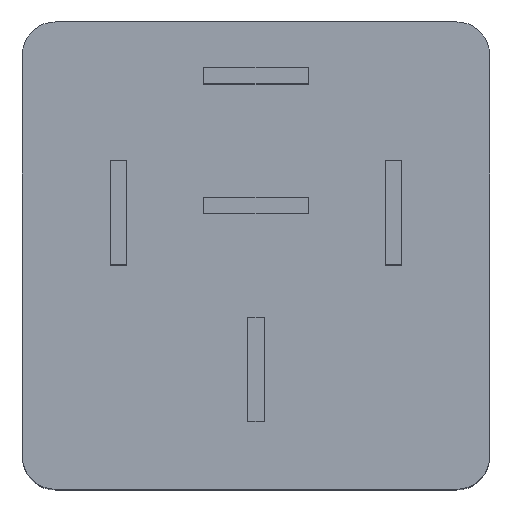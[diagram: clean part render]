
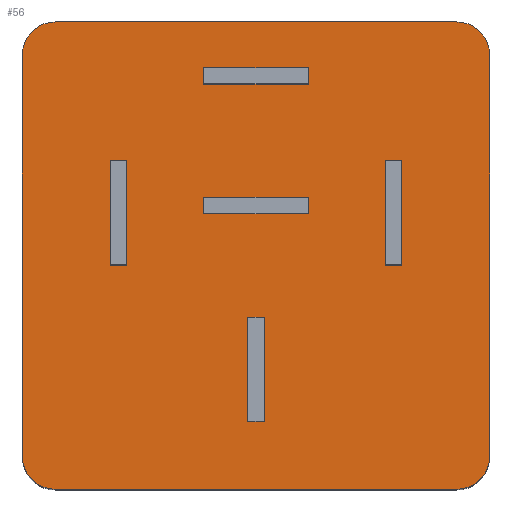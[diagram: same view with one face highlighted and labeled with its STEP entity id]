
A CAD part, top view. The second image highlights one B-rep face of the part: STEP entity #56.
In plain terms, the highlighted planar face has unit normal (0, 0, 1).
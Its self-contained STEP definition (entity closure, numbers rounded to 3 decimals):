
#56=ADVANCED_FACE('',(#120,#121,#122,#123,#124,#125),#126,.T.);
#120=FACE_OUTER_BOUND('',#241,.T.);
#121=FACE_BOUND('',#242,.T.);
#122=FACE_BOUND('',#243,.T.);
#123=FACE_BOUND('',#244,.T.);
#124=FACE_BOUND('',#245,.T.);
#125=FACE_BOUND('',#246,.T.);
#126=PLANE('',#247);
#241=EDGE_LOOP('',(#416,#417,#418,#419,#420,#421,#422,#423));
#242=EDGE_LOOP('',(#424,#425,#426,#427));
#243=EDGE_LOOP('',(#428,#429,#430,#431));
#244=EDGE_LOOP('',(#432,#433,#434,#435));
#245=EDGE_LOOP('',(#436,#437,#438,#439));
#246=EDGE_LOOP('',(#440,#441,#442,#443));
#247=AXIS2_PLACEMENT_3D('',#444,#445,#446);
#416=ORIENTED_EDGE('',*,*,#789,.T.);
#417=ORIENTED_EDGE('',*,*,#768,.T.);
#418=ORIENTED_EDGE('',*,*,#766,.T.);
#419=ORIENTED_EDGE('',*,*,#763,.F.);
#420=ORIENTED_EDGE('',*,*,#788,.T.);
#421=ORIENTED_EDGE('',*,*,#790,.F.);
#422=ORIENTED_EDGE('',*,*,#791,.T.);
#423=ORIENTED_EDGE('',*,*,#792,.T.);
#424=ORIENTED_EDGE('',*,*,#793,.F.);
#425=ORIENTED_EDGE('',*,*,#794,.F.);
#426=ORIENTED_EDGE('',*,*,#795,.F.);
#427=ORIENTED_EDGE('',*,*,#796,.F.);
#428=ORIENTED_EDGE('',*,*,#797,.F.);
#429=ORIENTED_EDGE('',*,*,#798,.F.);
#430=ORIENTED_EDGE('',*,*,#799,.F.);
#431=ORIENTED_EDGE('',*,*,#800,.F.);
#432=ORIENTED_EDGE('',*,*,#801,.F.);
#433=ORIENTED_EDGE('',*,*,#802,.F.);
#434=ORIENTED_EDGE('',*,*,#803,.F.);
#435=ORIENTED_EDGE('',*,*,#804,.F.);
#436=ORIENTED_EDGE('',*,*,#805,.F.);
#437=ORIENTED_EDGE('',*,*,#806,.F.);
#438=ORIENTED_EDGE('',*,*,#807,.F.);
#439=ORIENTED_EDGE('',*,*,#808,.F.);
#440=ORIENTED_EDGE('',*,*,#809,.F.);
#441=ORIENTED_EDGE('',*,*,#810,.F.);
#442=ORIENTED_EDGE('',*,*,#811,.F.);
#443=ORIENTED_EDGE('',*,*,#812,.F.);
#444=CARTESIAN_POINT('',(14.25,14.25,-11.5));
#445=DIRECTION('',(0.0,0.0,1.0));
#446=DIRECTION('',(1.0,0.0,0.0));
#763=EDGE_CURVE('',#894,#896,#897,.T.);
#766=EDGE_CURVE('',#901,#896,#902,.T.);
#768=EDGE_CURVE('',#904,#901,#905,.T.);
#788=EDGE_CURVE('',#894,#935,#937,.T.);
#789=EDGE_CURVE('',#938,#904,#939,.T.);
#790=EDGE_CURVE('',#940,#935,#941,.T.);
#791=EDGE_CURVE('',#940,#942,#943,.T.);
#792=EDGE_CURVE('',#942,#938,#944,.T.);
#793=EDGE_CURVE('',#945,#946,#947,.T.);
#794=EDGE_CURVE('',#948,#945,#949,.T.);
#795=EDGE_CURVE('',#950,#948,#951,.T.);
#796=EDGE_CURVE('',#946,#950,#952,.T.);
#797=EDGE_CURVE('',#953,#954,#955,.T.);
#798=EDGE_CURVE('',#956,#953,#957,.T.);
#799=EDGE_CURVE('',#958,#956,#959,.T.);
#800=EDGE_CURVE('',#954,#958,#960,.T.);
#801=EDGE_CURVE('',#961,#962,#963,.T.);
#802=EDGE_CURVE('',#964,#961,#965,.T.);
#803=EDGE_CURVE('',#966,#964,#967,.T.);
#804=EDGE_CURVE('',#962,#966,#968,.T.);
#805=EDGE_CURVE('',#969,#970,#971,.T.);
#806=EDGE_CURVE('',#972,#969,#973,.T.);
#807=EDGE_CURVE('',#974,#972,#975,.T.);
#808=EDGE_CURVE('',#970,#974,#976,.T.);
#809=EDGE_CURVE('',#977,#978,#979,.T.);
#810=EDGE_CURVE('',#980,#977,#981,.T.);
#811=EDGE_CURVE('',#982,#980,#983,.T.);
#812=EDGE_CURVE('',#978,#982,#984,.T.);
#894=VERTEX_POINT('',#1109);
#896=VERTEX_POINT('',#1112);
#897=LINE('',#1113,#1114);
#901=VERTEX_POINT('',#1119);
#902=CIRCLE('',#1120,2.0);
#904=VERTEX_POINT('',#1123);
#905=LINE('',#1124,#1125);
#935=VERTEX_POINT('',#1162);
#937=CIRCLE('',#1165,2.0);
#938=VERTEX_POINT('',#1166);
#939=CIRCLE('',#1167,2.0);
#940=VERTEX_POINT('',#1168);
#941=LINE('',#1169,#1170);
#942=VERTEX_POINT('',#1171);
#943=CIRCLE('',#1172,2.0);
#944=LINE('',#1173,#1174);
#945=VERTEX_POINT('',#1175);
#946=VERTEX_POINT('',#1176);
#947=LINE('',#1177,#1178);
#948=VERTEX_POINT('',#1179);
#949=LINE('',#1180,#1181);
#950=VERTEX_POINT('',#1182);
#951=LINE('',#1183,#1184);
#952=LINE('',#1185,#1186);
#953=VERTEX_POINT('',#1187);
#954=VERTEX_POINT('',#1188);
#955=LINE('',#1189,#1190);
#956=VERTEX_POINT('',#1191);
#957=LINE('',#1192,#1193);
#958=VERTEX_POINT('',#1194);
#959=LINE('',#1195,#1196);
#960=LINE('',#1197,#1198);
#961=VERTEX_POINT('',#1199);
#962=VERTEX_POINT('',#1200);
#963=LINE('',#1201,#1202);
#964=VERTEX_POINT('',#1203);
#965=LINE('',#1204,#1205);
#966=VERTEX_POINT('',#1206);
#967=LINE('',#1207,#1208);
#968=LINE('',#1209,#1210);
#969=VERTEX_POINT('',#1211);
#970=VERTEX_POINT('',#1212);
#971=LINE('',#1213,#1214);
#972=VERTEX_POINT('',#1215);
#973=LINE('',#1216,#1217);
#974=VERTEX_POINT('',#1218);
#975=LINE('',#1219,#1220);
#976=LINE('',#1221,#1222);
#977=VERTEX_POINT('',#1223);
#978=VERTEX_POINT('',#1224);
#979=LINE('',#1225,#1226);
#980=VERTEX_POINT('',#1227);
#981=LINE('',#1228,#1229);
#982=VERTEX_POINT('',#1230);
#983=LINE('',#1231,#1232);
#984=LINE('',#1233,#1234);
#1109=CARTESIAN_POINT('',(14.25,12.25,-11.5));
#1112=CARTESIAN_POINT('',(14.25,-12.25,-11.5));
#1113=CARTESIAN_POINT('',(14.25,12.25,-11.5));
#1114=VECTOR('',#1411,24.5);
#1119=CARTESIAN_POINT('',(12.25,-14.25,-11.5));
#1120=AXIS2_PLACEMENT_3D('',#1416,#1417,#1418);
#1123=CARTESIAN_POINT('',(-12.25,-14.25,-11.5));
#1124=CARTESIAN_POINT('',(-12.25,-14.25,-11.5));
#1125=VECTOR('',#1420,24.5);
#1162=CARTESIAN_POINT('',(12.25,14.25,-11.5));
#1165=AXIS2_PLACEMENT_3D('',#1462,#1463,#1464);
#1166=CARTESIAN_POINT('',(-14.25,-12.25,-11.5));
#1167=AXIS2_PLACEMENT_3D('',#1465,#1466,#1467);
#1168=CARTESIAN_POINT('',(-12.25,14.25,-11.5));
#1169=CARTESIAN_POINT('',(-12.25,14.25,-11.5));
#1170=VECTOR('',#1468,24.5);
#1171=CARTESIAN_POINT('',(-14.25,12.25,-11.5));
#1172=AXIS2_PLACEMENT_3D('',#1469,#1470,#1471);
#1173=CARTESIAN_POINT('',(-14.25,12.25,-11.5));
#1174=VECTOR('',#1472,24.5);
#1175=CARTESIAN_POINT('',(-7.9,5.775,-11.5));
#1176=CARTESIAN_POINT('',(-8.9,5.775,-11.5));
#1177=CARTESIAN_POINT('',(-7.9,5.775,-11.5));
#1178=VECTOR('',#1473,1.0);
#1179=CARTESIAN_POINT('',(-7.9,-0.575,-11.5));
#1180=CARTESIAN_POINT('',(-7.9,-0.575,-11.5));
#1181=VECTOR('',#1474,6.35);
#1182=CARTESIAN_POINT('',(-8.9,-0.575,-11.5));
#1183=CARTESIAN_POINT('',(-8.9,-0.575,-11.5));
#1184=VECTOR('',#1475,1.0);
#1185=CARTESIAN_POINT('',(-8.9,5.775,-11.5));
#1186=VECTOR('',#1476,6.35);
#1187=CARTESIAN_POINT('',(3.175,11.45,-11.5));
#1188=CARTESIAN_POINT('',(-3.175,11.45,-11.5));
#1189=CARTESIAN_POINT('',(3.175,11.45,-11.5));
#1190=VECTOR('',#1477,6.35);
#1191=CARTESIAN_POINT('',(3.175,10.45,-11.5));
#1192=CARTESIAN_POINT('',(3.175,10.45,-11.5));
#1193=VECTOR('',#1478,1.0);
#1194=CARTESIAN_POINT('',(-3.175,10.45,-11.5));
#1195=CARTESIAN_POINT('',(-3.175,10.45,-11.5));
#1196=VECTOR('',#1479,6.35);
#1197=CARTESIAN_POINT('',(-3.175,11.45,-11.5));
#1198=VECTOR('',#1480,1.0);
#1199=CARTESIAN_POINT('',(3.175,3.55,-11.5));
#1200=CARTESIAN_POINT('',(-3.175,3.55,-11.5));
#1201=CARTESIAN_POINT('',(3.175,3.55,-11.5));
#1202=VECTOR('',#1481,6.35);
#1203=CARTESIAN_POINT('',(3.175,2.55,-11.5));
#1204=CARTESIAN_POINT('',(3.175,2.55,-11.5));
#1205=VECTOR('',#1482,1.0);
#1206=CARTESIAN_POINT('',(-3.175,2.55,-11.5));
#1207=CARTESIAN_POINT('',(-3.175,2.55,-11.5));
#1208=VECTOR('',#1483,6.35);
#1209=CARTESIAN_POINT('',(-3.175,3.55,-11.5));
#1210=VECTOR('',#1484,1.0);
#1211=CARTESIAN_POINT('',(0.5,-3.775,-11.5));
#1212=CARTESIAN_POINT('',(-0.5,-3.775,-11.5));
#1213=CARTESIAN_POINT('',(0.5,-3.775,-11.5));
#1214=VECTOR('',#1485,1.0);
#1215=CARTESIAN_POINT('',(0.5,-10.125,-11.5));
#1216=CARTESIAN_POINT('',(0.5,-10.125,-11.5));
#1217=VECTOR('',#1486,6.35);
#1218=CARTESIAN_POINT('',(-0.5,-10.125,-11.5));
#1219=CARTESIAN_POINT('',(-0.5,-10.125,-11.5));
#1220=VECTOR('',#1487,1.0);
#1221=CARTESIAN_POINT('',(-0.5,-3.775,-11.5));
#1222=VECTOR('',#1488,6.35);
#1223=CARTESIAN_POINT('',(8.9,-0.575,-11.5));
#1224=CARTESIAN_POINT('',(8.9,5.775,-11.5));
#1225=CARTESIAN_POINT('',(8.9,-0.575,-11.5));
#1226=VECTOR('',#1489,6.35);
#1227=CARTESIAN_POINT('',(7.9,-0.575,-11.5));
#1228=CARTESIAN_POINT('',(7.9,-0.575,-11.5));
#1229=VECTOR('',#1490,1.0);
#1230=CARTESIAN_POINT('',(7.9,5.775,-11.5));
#1231=CARTESIAN_POINT('',(7.9,5.775,-11.5));
#1232=VECTOR('',#1491,6.35);
#1233=CARTESIAN_POINT('',(8.9,5.775,-11.5));
#1234=VECTOR('',#1492,1.0);
#1411=DIRECTION('',(0.0,-1.0,0.0));
#1416=CARTESIAN_POINT('',(12.25,-12.25,-11.5));
#1417=DIRECTION('',(0.0,0.0,1.0));
#1418=DIRECTION('',(0.0,-1.0,0.0));
#1420=DIRECTION('',(1.0,0.0,0.0));
#1462=CARTESIAN_POINT('',(12.25,12.25,-11.5));
#1463=DIRECTION('',(0.0,0.0,1.0));
#1464=DIRECTION('',(1.0,0.0,0.0));
#1465=CARTESIAN_POINT('',(-12.25,-12.25,-11.5));
#1466=DIRECTION('',(0.0,0.0,1.0));
#1467=DIRECTION('',(-1.0,0.0,0.0));
#1468=DIRECTION('',(1.0,0.0,0.0));
#1469=CARTESIAN_POINT('',(-12.25,12.25,-11.5));
#1470=DIRECTION('',(0.0,-0.0,1.0));
#1471=DIRECTION('',(0.0,1.0,0.0));
#1472=DIRECTION('',(0.0,-1.0,0.0));
#1473=DIRECTION('',(-1.0,0.0,0.0));
#1474=DIRECTION('',(0.0,1.0,0.0));
#1475=DIRECTION('',(1.0,0.0,0.0));
#1476=DIRECTION('',(0.0,-1.0,0.0));
#1477=DIRECTION('',(-1.0,0.0,0.0));
#1478=DIRECTION('',(0.0,1.0,0.0));
#1479=DIRECTION('',(1.0,0.0,0.0));
#1480=DIRECTION('',(0.0,-1.0,0.0));
#1481=DIRECTION('',(-1.0,0.0,0.0));
#1482=DIRECTION('',(0.0,1.0,0.0));
#1483=DIRECTION('',(1.0,0.0,0.0));
#1484=DIRECTION('',(0.0,-1.0,0.0));
#1485=DIRECTION('',(-1.0,0.0,0.0));
#1486=DIRECTION('',(0.0,1.0,0.0));
#1487=DIRECTION('',(1.0,0.0,0.0));
#1488=DIRECTION('',(0.0,-1.0,0.0));
#1489=DIRECTION('',(0.0,1.0,0.0));
#1490=DIRECTION('',(1.0,0.0,0.0));
#1491=DIRECTION('',(0.0,-1.0,0.0));
#1492=DIRECTION('',(-1.0,0.0,0.0));
